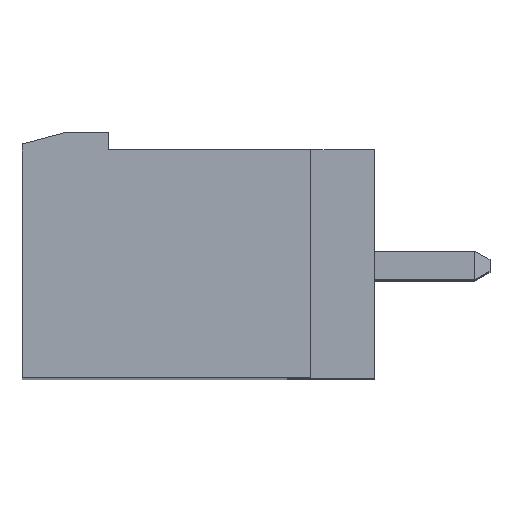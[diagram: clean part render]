
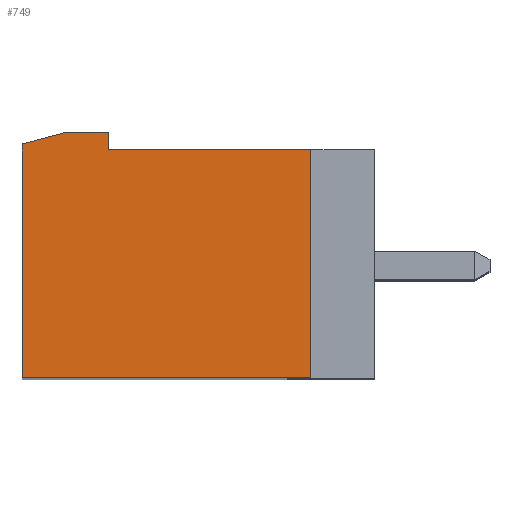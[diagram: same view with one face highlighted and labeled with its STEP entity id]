
A CAD part, top view. The second image highlights one B-rep face of the part: STEP entity #749.
In plain terms, the highlighted planar face has unit normal (0, 0, 1).
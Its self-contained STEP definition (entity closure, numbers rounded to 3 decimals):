
#749 = ADVANCED_FACE( '', ( #1517 ), #1518, .F. );
#1517 = FACE_OUTER_BOUND( '', #2277, .T. );
#1518 = PLANE( '', #2278 );
#2277 = EDGE_LOOP( '', ( #4443, #4444, #4445, #4446, #4447, #4448, #4449 ) );
#2278 = AXIS2_PLACEMENT_3D( '', #4450, #4451, #4452 );
#4443 = ORIENTED_EDGE( '', *, *, #5163, .F. );
#4444 = ORIENTED_EDGE( '', *, *, #4578, .F. );
#4445 = ORIENTED_EDGE( '', *, *, #5186, .F. );
#4446 = ORIENTED_EDGE( '', *, *, #4605, .F. );
#4447 = ORIENTED_EDGE( '', *, *, #4703, .F. );
#4448 = ORIENTED_EDGE( '', *, *, #4761, .F. );
#4449 = ORIENTED_EDGE( '', *, *, #4633, .F. );
#4450 = CARTESIAN_POINT( '', ( 197.225, 204.81, 56.76 ) );
#4451 = DIRECTION( '', ( 0., 0., -1. ) );
#4452 = DIRECTION( '', ( 0., -1., 0. ) );
#4578 = EDGE_CURVE( '', #5521, #5516, #5523, .T. );
#4605 = EDGE_CURVE( '', #5568, #5570, #5571, .T. );
#4633 = EDGE_CURVE( '', #5621, #5623, #5624, .T. );
#4703 = EDGE_CURVE( '', #5748, #5568, #5750, .T. );
#4761 = EDGE_CURVE( '', #5623, #5748, #5843, .T. );
#5163 = EDGE_CURVE( '', #5516, #5621, #6382, .T. );
#5186 = EDGE_CURVE( '', #5570, #5521, #6411, .T. );
#5516 = VERTEX_POINT( '', #6837 );
#5521 = VERTEX_POINT( '', #6844 );
#5523 = LINE( '', #6847, #6848 );
#5568 = VERTEX_POINT( '', #6912 );
#5570 = VERTEX_POINT( '', #6915 );
#5571 = LINE( '', #6916, #6917 );
#5621 = VERTEX_POINT( '', #6991 );
#5623 = VERTEX_POINT( '', #6994 );
#5624 = LINE( '', #6995, #6996 );
#5748 = VERTEX_POINT( '', #7183 );
#5750 = LINE( '', #7186, #7187 );
#5843 = LINE( '', #7323, #7324 );
#6382 = LINE( '', #8145, #8146 );
#6411 = LINE( '', #8190, #8191 );
#6837 = CARTESIAN_POINT( '', ( 197.225, 204.71, 56.76 ) );
#6844 = CARTESIAN_POINT( '', ( 195.718, 204.71, 56.76 ) );
#6847 = CARTESIAN_POINT( '', ( 197.225, 204.71, 56.76 ) );
#6848 = VECTOR( '', #8499, 1000. );
#6912 = CARTESIAN_POINT( '', ( 194.225, 196.21, 56.76 ) );
#6915 = CARTESIAN_POINT( '', ( 194.225, 204.31, 56.76 ) );
#6916 = CARTESIAN_POINT( '', ( 194.225, 204.41, 56.76 ) );
#6917 = VECTOR( '', #8529, 1000. );
#6991 = CARTESIAN_POINT( '', ( 197.225, 204.11, 56.76 ) );
#6994 = CARTESIAN_POINT( '', ( 204.225, 204.11, 56.76 ) );
#6995 = CARTESIAN_POINT( '', ( 204.025, 204.11, 56.76 ) );
#6996 = VECTOR( '', #8558, 1000. );
#7183 = CARTESIAN_POINT( '', ( 204.225, 196.21, 56.76 ) );
#7186 = CARTESIAN_POINT( '', ( 194.225, 196.21, 56.76 ) );
#7187 = VECTOR( '', #8623, 1000. );
#7323 = CARTESIAN_POINT( '', ( 204.225, 196.21, 56.76 ) );
#7324 = VECTOR( '', #8667, 1000. );
#8145 = CARTESIAN_POINT( '', ( 197.225, 204.31, 56.76 ) );
#8146 = VECTOR( '', #8953, 1000. );
#8190 = CARTESIAN_POINT( '', ( 195.718, 204.71, 56.76 ) );
#8191 = VECTOR( '', #8972, 1000. );
#8499 = DIRECTION( '', ( 1., 0., 0. ) );
#8529 = DIRECTION( '', ( 0., 1., 0. ) );
#8558 = DIRECTION( '', ( 1., 0., 0. ) );
#8623 = DIRECTION( '', ( -1., 0., 0. ) );
#8667 = DIRECTION( '', ( 0., -1., 0. ) );
#8953 = DIRECTION( '', ( 0., -1., 0. ) );
#8972 = DIRECTION( '', ( 0.966, 0.259, 0. ) );
